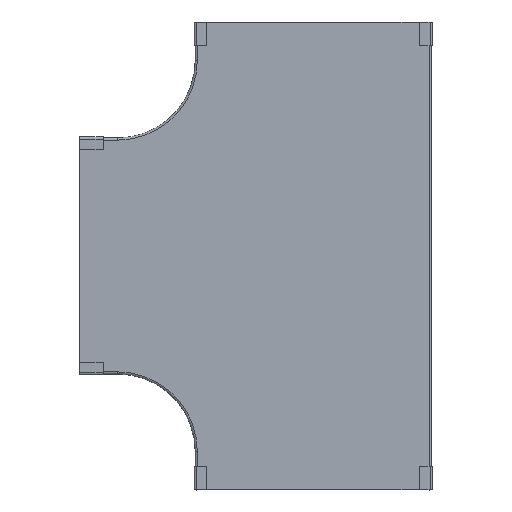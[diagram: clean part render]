
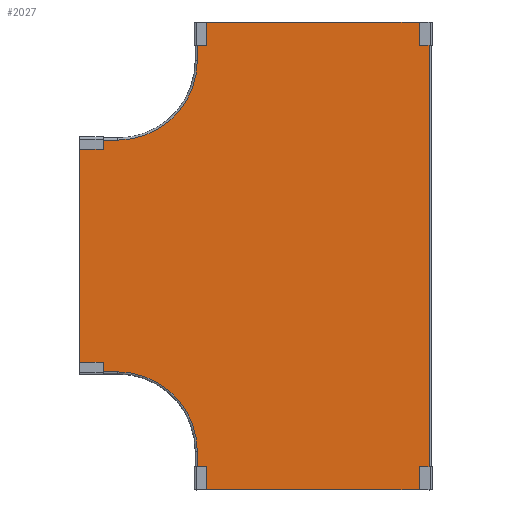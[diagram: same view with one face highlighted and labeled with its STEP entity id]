
A CAD part, top view. The second image highlights one B-rep face of the part: STEP entity #2027.
In plain terms, the highlighted planar face has unit normal (0, 0, 1).
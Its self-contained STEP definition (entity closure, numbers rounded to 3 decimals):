
#99=CIRCLE('',#2200,102.75);
#112=CIRCLE('',#2228,102.75);
#265=FACE_OUTER_BOUND('',#379,.T.);
#379=EDGE_LOOP('',(#1764,#1765,#1766,#1767,#1768,#1769,#1770,#1771,#1772,
#1773));
#554=LINE('',#3348,#754);
#555=LINE('',#3353,#755);
#556=LINE('',#3356,#756);
#569=LINE('',#3388,#769);
#570=LINE('',#3392,#770);
#571=LINE('',#3394,#771);
#572=LINE('',#3398,#772);
#573=LINE('',#3399,#773);
#754=VECTOR('',#2742,1.);
#755=VECTOR('',#2749,1.);
#756=VECTOR('',#2752,1.);
#769=VECTOR('',#2781,1.);
#770=VECTOR('',#2786,1.);
#771=VECTOR('',#2787,1.);
#772=VECTOR('',#2790,1.);
#773=VECTOR('',#2791,1.);
#942=VERTEX_POINT('',#3317);
#943=VERTEX_POINT('',#3319);
#950=VERTEX_POINT('',#3347);
#951=VERTEX_POINT('',#3351);
#952=VERTEX_POINT('',#3355);
#963=VERTEX_POINT('',#3387);
#964=VERTEX_POINT('',#3391);
#965=VERTEX_POINT('',#3393);
#966=VERTEX_POINT('',#3395);
#967=VERTEX_POINT('',#3397);
#1204=EDGE_CURVE('',#942,#943,#99,.T.);
#1218=EDGE_CURVE('',#943,#950,#554,.T.);
#1221=EDGE_CURVE('',#942,#951,#555,.T.);
#1222=EDGE_CURVE('',#950,#952,#556,.T.);
#1238=EDGE_CURVE('',#952,#963,#569,.T.);
#1240=EDGE_CURVE('',#951,#964,#570,.T.);
#1241=EDGE_CURVE('',#965,#964,#571,.T.);
#1242=EDGE_CURVE('',#965,#966,#112,.T.);
#1243=EDGE_CURVE('',#966,#967,#572,.T.);
#1244=EDGE_CURVE('',#963,#967,#573,.T.);
#1764=ORIENTED_EDGE('',*,*,#1240,.T.);
#1765=ORIENTED_EDGE('',*,*,#1241,.F.);
#1766=ORIENTED_EDGE('',*,*,#1242,.T.);
#1767=ORIENTED_EDGE('',*,*,#1243,.T.);
#1768=ORIENTED_EDGE('',*,*,#1244,.F.);
#1769=ORIENTED_EDGE('',*,*,#1238,.F.);
#1770=ORIENTED_EDGE('',*,*,#1222,.F.);
#1771=ORIENTED_EDGE('',*,*,#1218,.F.);
#1772=ORIENTED_EDGE('',*,*,#1204,.F.);
#1773=ORIENTED_EDGE('',*,*,#1221,.T.);
#1921=PLANE('',#2227);
#2027=ADVANCED_FACE('',(#265),#1921,.F.);
#2200=AXIS2_PLACEMENT_3D('',#3320,#2707,#2708);
#2227=AXIS2_PLACEMENT_3D('',#3390,#2784,#2785);
#2228=AXIS2_PLACEMENT_3D('',#3396,#2788,#2789);
#2707=DIRECTION('center_axis',(0.,0.,1.));
#2708=DIRECTION('ref_axis',(0.,-1.,0.));
#2742=DIRECTION('',(0.,1.,0.));
#2749=DIRECTION('',(-1.,0.,0.));
#2752=DIRECTION('',(1.,0.,0.));
#2781=DIRECTION('',(0.,-1.,0.));
#2784=DIRECTION('center_axis',(0.,0.,-1.));
#2785=DIRECTION('ref_axis',(1.,0.,0.));
#2786=DIRECTION('',(0.,-1.,0.));
#2787=DIRECTION('',(-1.,0.,0.));
#2788=DIRECTION('center_axis',(0.,0.,-1.));
#2789=DIRECTION('ref_axis',(0.,1.,0.));
#2790=DIRECTION('',(0.,-1.,0.));
#2791=DIRECTION('',(-1.,0.,0.));
#3317=CARTESIAN_POINT('',(51.439,304.009,0.75));
#3319=CARTESIAN_POINT('',(154.189,406.759,0.75));
#3320=CARTESIAN_POINT('Origin',(51.439,406.759,0.75));
#3347=CARTESIAN_POINT('',(154.189,456.059,0.75));
#3348=CARTESIAN_POINT('',(154.189,406.759,0.75));
#3351=CARTESIAN_POINT('',(2.889,304.009,0.75));
#3353=CARTESIAN_POINT('',(51.439,304.009,0.75));
#3355=CARTESIAN_POINT('',(452.587,456.059,0.75));
#3356=CARTESIAN_POINT('',(304.189,456.059,0.75));
#3387=CARTESIAN_POINT('',(452.587,-146.441,0.75));
#3388=CARTESIAN_POINT('',(452.587,104.809,0.75));
#3390=CARTESIAN_POINT('Origin',(74.439,81.81,0.75));
#3391=CARTESIAN_POINT('',(2.889,5.609,0.75));
#3392=CARTESIAN_POINT('',(2.889,104.809,0.75));
#3393=CARTESIAN_POINT('',(51.439,5.609,0.75));
#3394=CARTESIAN_POINT('',(51.439,5.609,0.75));
#3395=CARTESIAN_POINT('',(154.189,-97.141,0.75));
#3396=CARTESIAN_POINT('Origin',(51.439,-97.141,0.75));
#3397=CARTESIAN_POINT('',(154.189,-146.441,0.75));
#3398=CARTESIAN_POINT('',(154.189,-97.141,0.75));
#3399=CARTESIAN_POINT('',(253.389,-146.441,0.75));
